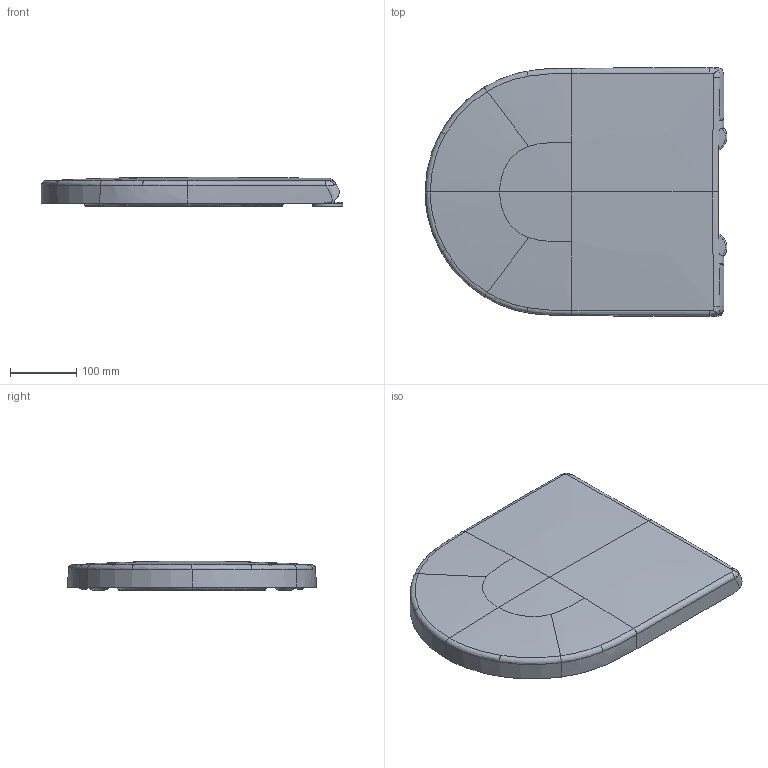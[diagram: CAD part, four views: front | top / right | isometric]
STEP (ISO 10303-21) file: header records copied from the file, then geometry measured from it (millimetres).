
FILE_DESCRIPTION(/* description */ (''),/* implementation_level */ '2;1');
FILE_NAME(/* name */ '8M5861_9M5561_9M5591_9M61D1_98M9D1_WCS.stp',/* time_stamp */ '2021-10-25T08:40:04+02:00',/* author */ (''),/* organization */ (''),/* preprocessor_version */ 'ST-DEVELOPER v18.1',/* originating_system */ 'SIEMENS PLM Software NX 1973',/* authorisation */ '');
FILE_SCHEMA (('AUTOMOTIVE_DESIGN { 1 0 10303 214 3 1 1 1 }'));
Products named in the file (1): Muel4B383B32ipmo
Bounding box: 457.06 x 375.97 x 45.21 mm (x, y, z)
Volume: 1447296.2 mm3; surface area: 599660.6 mm2
Topology: 6 solids, 6 shells, 571 faces, 1392 edges, 835 vertices
Faces by surface type: bspline 504, plane 31, extrusion 22, cone 6, torus 4, cylinder 2, revolution 2
Full cylindrical faces by diameter (mm): 7.2 x2
Entity records: 43602 total; most frequent: CARTESIAN_POINT 34857, ORIENTED_EDGE 2760, EDGE_CURVE 1380, VERTEX_POINT 834, B_SPLINE_CURVE_WITH_KNOTS 740, EDGE_LOOP 590, ADVANCED_FACE 571, FACE_OUTER_BOUND 552
